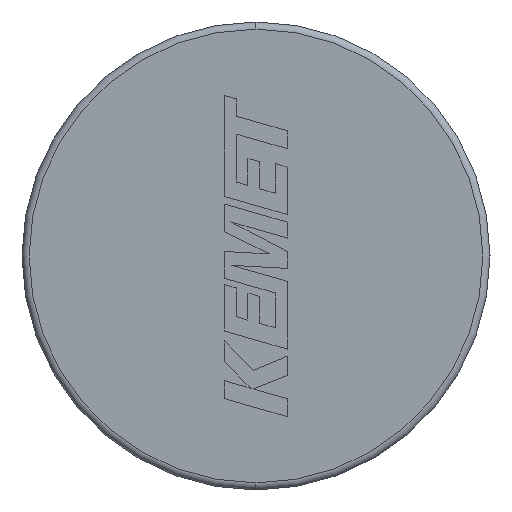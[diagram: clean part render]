
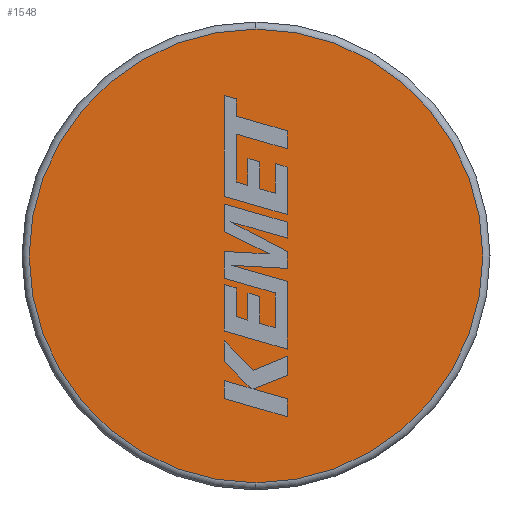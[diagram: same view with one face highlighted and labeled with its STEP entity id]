
A CAD part, left-side view. The second image highlights one B-rep face of the part: STEP entity #1548.
In plain terms, the highlighted planar face has unit normal (-1, 0, 0).
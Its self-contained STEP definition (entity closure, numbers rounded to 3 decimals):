
#14 = EDGE_LOOP ( 'NONE', ( #1368, #62 ) ) ;
#62 = ORIENTED_EDGE ( 'NONE', *, *, #2400, .T. ) ;
#125 = AXIS2_PLACEMENT_3D ( 'NONE', #1327, #3397, #1854 ) ;
#296 = CARTESIAN_POINT ( 'NONE',  ( 0., 0., 6.3 ) ) ;
#597 = VERTEX_POINT ( 'NONE', #1381 ) ;
#826 = DIRECTION ( 'NONE',  ( 0., 0., -1. ) ) ;
#1039 = CIRCLE ( 'NONE', #2551, 6.3 ) ;
#1327 = CARTESIAN_POINT ( 'NONE',  ( 0., 0., 0. ) ) ;
#1367 = CIRCLE ( 'NONE', #125, 6.3 ) ;
#1368 = ORIENTED_EDGE ( 'NONE', *, *, #1754, .T. ) ;
#1381 = CARTESIAN_POINT ( 'NONE',  ( 0., 0., -6.3 ) ) ;
#1542 = DIRECTION ( 'NONE',  ( 1., 0., 0. ) ) ;
#1548 = ADVANCED_FACE ( 'NONE', ( #2556 ), #2885, .F. ) ;
#1583 = CARTESIAN_POINT ( 'NONE',  ( 0., 0., 0. ) ) ;
#1754 = EDGE_CURVE ( 'NONE', #597, #2026, #1039, .T. ) ;
#1854 = DIRECTION ( 'NONE',  ( 0., 0., -1. ) ) ;
#2026 = VERTEX_POINT ( 'NONE', #296 ) ;
#2219 = AXIS2_PLACEMENT_3D ( 'NONE', #2873, #1542, #2632 ) ;
#2400 = EDGE_CURVE ( 'NONE', #2026, #597, #1367, .T. ) ;
#2551 = AXIS2_PLACEMENT_3D ( 'NONE', #1583, #2636, #826 ) ;
#2556 = FACE_OUTER_BOUND ( 'NONE', #14, .T. ) ;
#2632 = DIRECTION ( 'NONE',  ( 0., 0., -1. ) ) ;
#2636 = DIRECTION ( 'NONE',  ( -1., 0., 0. ) ) ;
#2873 = CARTESIAN_POINT ( 'NONE',  ( 0., 0., 0. ) ) ;
#2885 = PLANE ( 'NONE',  #2219 ) ;
#3397 = DIRECTION ( 'NONE',  ( -1., 0., 0. ) ) ;
